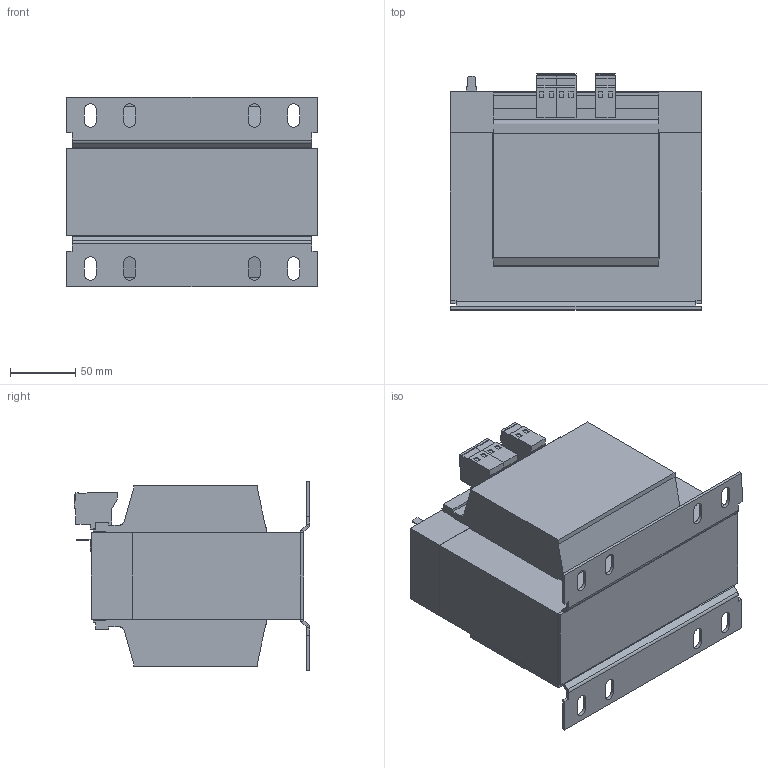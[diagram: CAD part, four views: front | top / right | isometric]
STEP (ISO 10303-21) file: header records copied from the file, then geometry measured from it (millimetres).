
FILE_DESCRIPTION (( 'STEP AP214' ), '1' );
FILE_NAME ('225244.STEP', '2020-06-30T05:45:40', ( '' ), ( '' ), 'SwSTEP 2.0', 'SolidWorks 2018', '' );
FILE_SCHEMA (( 'AUTOMOTIVE_DESIGN' ));
Length unit declared in the file: millimetre
Products named in the file (1): 225244
Bounding box: 192 x 180.3 x 145 mm (x, y, z)
Volume: 3085724.1 mm3; surface area: 246927.1 mm2
Topology: 1 solids, 1 shells, 308 faces, 801 edges, 517 vertices
Faces by surface type: plane 262, cylinder 46
Entity records: 9601 total; most frequent: CARTESIAN_POINT 1627, ORIENTED_EDGE 1602, DIRECTION 1511, EDGE_CURVE 801, LINE 709, VECTOR 709, VERTEX_POINT 517, AXIS2_PLACEMENT_3D 401
